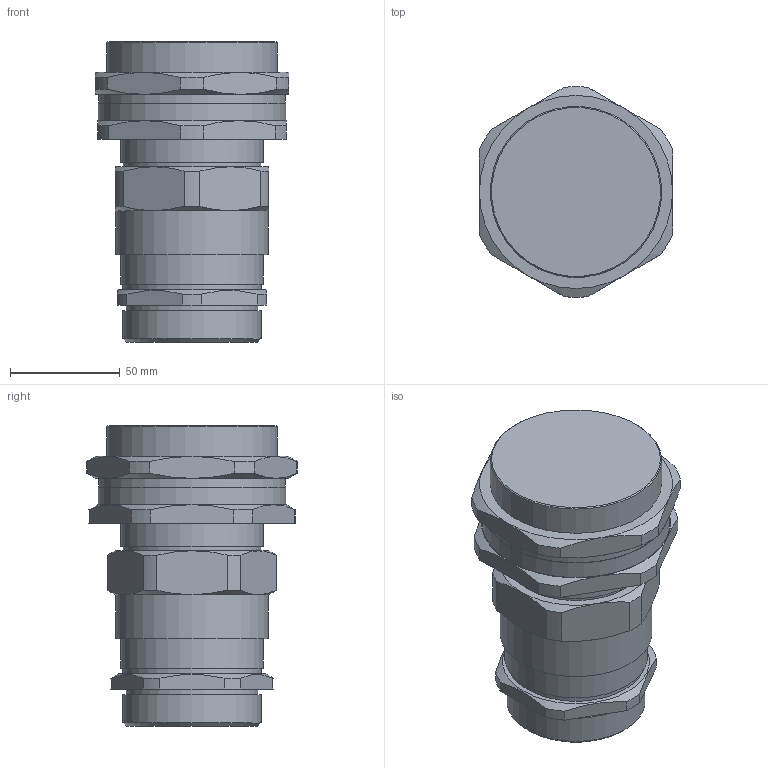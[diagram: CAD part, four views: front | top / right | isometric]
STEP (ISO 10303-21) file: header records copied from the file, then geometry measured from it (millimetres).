
FILE_DESCRIPTION((''),'2;1');
FILE_NAME('КОВТВ6М7МН.stp','2021-05-28T14:25:35',('v.v.tulinov'),(''),'Autodesk Inventor 2012','Autodesk Inventor 2012','');
FILE_SCHEMA(('AUTOMOTIVE_DESIGN { 1 0 10303 214 1 1 1 1 }'));
Length unit declared in the file: millimetre
Products named in the file (1): FETAF и FETAM (параметрическая)_Внешний контур_1
Bounding box: 88 x 95.93 x 137 mm (x, y, z)
Volume: 586296.6 mm3; surface area: 49394.3 mm2
Topology: 1 solids, 1 shells, 106 faces, 241 edges, 150 vertices
Faces by surface type: plane 39, cylinder 34, cone 33
Full cylindrical faces by diameter (mm): 60 x1, 62.5 x1, 63 x2, 65 x2, 69.5 x1, 78 x1, 85 x1, 85.5 x1
Entity records: 2969 total; most frequent: CARTESIAN_POINT 615, DIRECTION 476, ORIENTED_EDGE 454, EDGE_CURVE 227, AXIS2_PLACEMENT_3D 208, VERTEX_POINT 149, EDGE_LOOP 132, STYLED_ITEM 107
